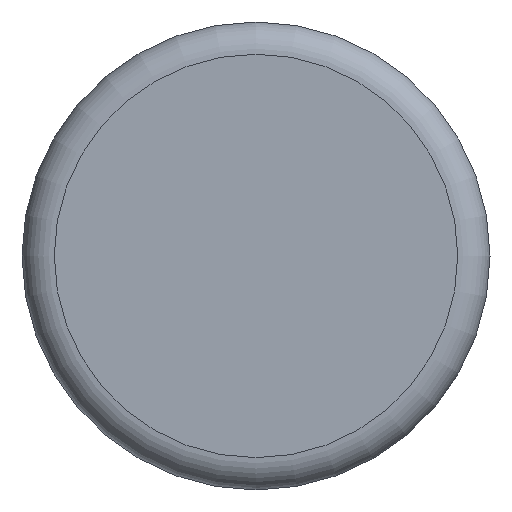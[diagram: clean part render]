
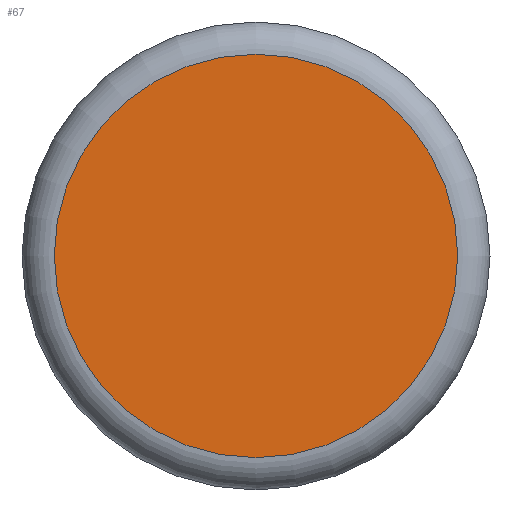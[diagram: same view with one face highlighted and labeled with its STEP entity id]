
A CAD part, top view. The second image highlights one B-rep face of the part: STEP entity #67.
In plain terms, the highlighted planar face has unit normal (0, 0, 1).
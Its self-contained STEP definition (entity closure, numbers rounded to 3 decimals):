
#67 = ADVANCED_FACE( '', ( #140 ), #141, .F. );
#140 = FACE_OUTER_BOUND( '', #205, .T. );
#141 = PLANE( '', #206 );
#205 = EDGE_LOOP( '', ( #292 ) );
#206 = AXIS2_PLACEMENT_3D( '', #293, #294, #295 );
#292 = ORIENTED_EDGE( '', *, *, #298, .T. );
#293 = CARTESIAN_POINT( '', ( 14.5, 0., 57.5 ) );
#294 = DIRECTION( '', ( 0., 0., -1. ) );
#295 = DIRECTION( '', ( -1., 0., 0. ) );
#298 = EDGE_CURVE( '', #328, #328, #329, .F. );
#328 = VERTEX_POINT( '', #369 );
#329 = CIRCLE( '', #370, 12.496 );
#369 = CARTESIAN_POINT( '', ( -12.496, 0., 57.5 ) );
#370 = AXIS2_PLACEMENT_3D( '', #410, #411, #412 );
#410 = CARTESIAN_POINT( '', ( 0., 0., 57.5 ) );
#411 = DIRECTION( '', ( 0., 0., -1. ) );
#412 = DIRECTION( '', ( -1., 0., 0. ) );
